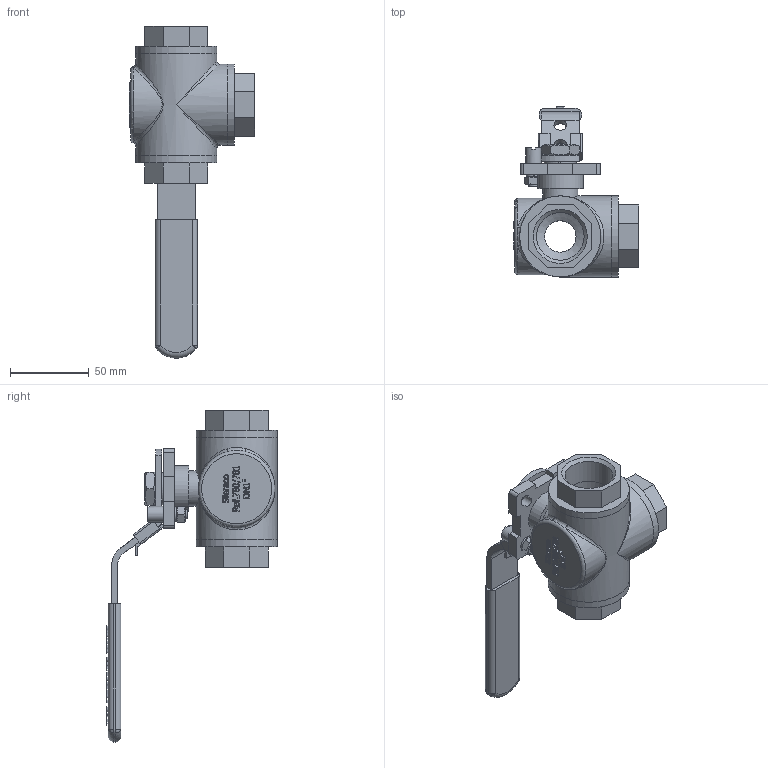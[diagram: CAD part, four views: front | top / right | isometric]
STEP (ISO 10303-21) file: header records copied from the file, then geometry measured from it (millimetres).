
FILE_DESCRIPTION(/* description */ ('780006'),/* implementation_level */ '2;1');
FILE_NAME(/* name */ '780006.stp',/* time_stamp */ '2019-06-18T13:42:32+02:00',/* author */ ('jmorand'),/* organization */ ('Sferaco'),/* preprocessor_version */ 'ST-DEVELOPER v17.2',/* originating_system */ 'Autodesk Inventor 2019',/* authorisation */ '');
FILE_SCHEMA (('AUTOMOTIVE_DESIGN { 1 0 10303 214 3 1 1 }'));
Length unit declared in the file: millimetre
Products named in the file (1): 781006M_ens_Shrinkwrap_1
Bounding box: 80 x 108.25 x 210.95 mm (x, y, z)
Volume: 229545.2 mm3; surface area: 78175.4 mm2
Topology: 13 solids, 13 shells, 921 faces, 2454 edges, 1629 vertices
Faces by surface type: plane 512, bspline 321, cylinder 67, cone 14, sphere 4, torus 3
Full cylindrical faces by diameter (mm): 4.917 x1, 6 x1, 8 x2, 9 x1, 10 x1, 11.835 x1, 14 x1, 20 x2, 22.5 x1, 27 x1, 29 x1, 30.291 x6, 51.5 x5
Entity records: 32596 total; most frequent: CARTESIAN_POINT 10687, ORIENTED_EDGE 4902, DIRECTION 3186, EDGE_CURVE 2451, VERTEX_POINT 1629, LINE 1568, VECTOR 1568, EDGE_LOOP 1024
